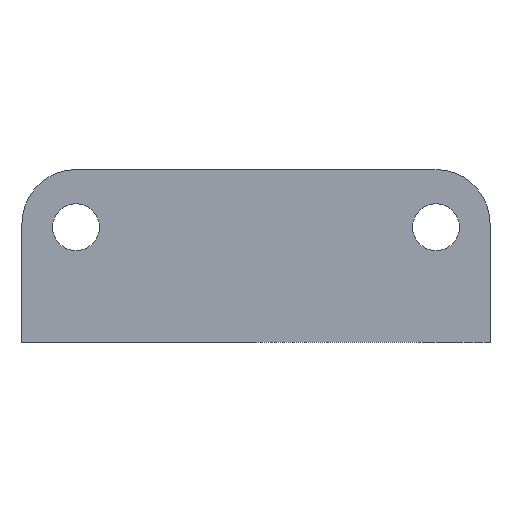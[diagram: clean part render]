
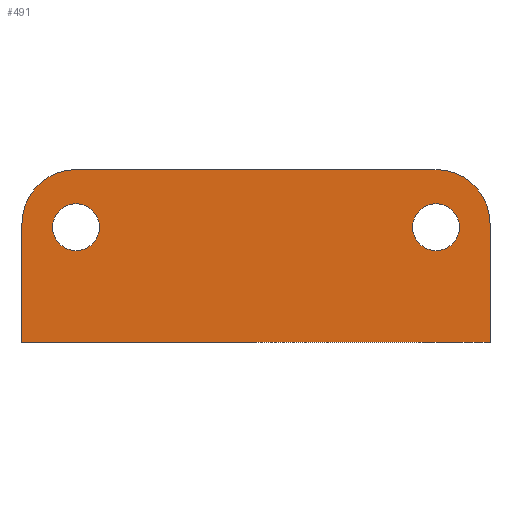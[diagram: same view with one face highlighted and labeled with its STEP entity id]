
A CAD part, front view. The second image highlights one B-rep face of the part: STEP entity #491.
In plain terms, the highlighted planar face has unit normal (0, -1, 0).
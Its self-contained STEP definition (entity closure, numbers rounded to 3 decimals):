
#31 = AXIS2_PLACEMENT_3D ( 'NONE', #830, #1010, #734 ) ;
#58 = CARTESIAN_POINT ( 'NONE',  ( 32.5, 0., 0. ) ) ;
#63 = VECTOR ( 'NONE', #870, 1000. ) ;
#64 = LINE ( 'NONE', #473, #309 ) ;
#77 = LINE ( 'NONE', #762, #881 ) ;
#81 = AXIS2_PLACEMENT_3D ( 'NONE', #1065, #341, #1099 ) ;
#97 = DIRECTION ( 'NONE',  ( -1., 0., 0. ) ) ;
#155 = EDGE_CURVE ( 'NONE', #198, #663, #219, .T. ) ;
#170 = EDGE_LOOP ( 'NONE', ( #697, #871 ) ) ;
#175 = EDGE_CURVE ( 'NONE', #673, #791, #441, .T. ) ;
#198 = VERTEX_POINT ( 'NONE', #454 ) ;
#199 = VECTOR ( 'NONE', #1186, 1000. ) ;
#219 = LINE ( 'NONE', #795, #199 ) ;
#221 = CIRCLE ( 'NONE', #1084, 3.25 ) ;
#231 = FACE_OUTER_BOUND ( 'NONE', #1091, .T. ) ;
#232 = DIRECTION ( 'NONE',  ( 0., 0., 1. ) ) ;
#256 = VERTEX_POINT ( 'NONE', #58 ) ;
#258 = ORIENTED_EDGE ( 'NONE', *, *, #476, .T. ) ;
#262 = DIRECTION ( 'NONE',  ( 0., 1., 0. ) ) ;
#263 = VERTEX_POINT ( 'NONE', #928 ) ;
#272 = EDGE_CURVE ( 'NONE', #1214, #1064, #1104, .T. ) ;
#302 = LINE ( 'NONE', #674, #63 ) ;
#309 = VECTOR ( 'NONE', #1120, 1000. ) ;
#315 = DIRECTION ( 'NONE',  ( 0., 0., 1. ) ) ;
#316 = DIRECTION ( 'NONE',  ( 0., 0., 1. ) ) ;
#341 = DIRECTION ( 'NONE',  ( 0., -1., 0. ) ) ;
#351 = ORIENTED_EDGE ( 'NONE', *, *, #933, .T. ) ;
#366 = CARTESIAN_POINT ( 'NONE',  ( -25., 0., 16. ) ) ;
#373 = EDGE_LOOP ( 'NONE', ( #351, #824 ) ) ;
#380 = ORIENTED_EDGE ( 'NONE', *, *, #514, .F. ) ;
#422 = EDGE_CURVE ( 'NONE', #660, #1124, #941, .T. ) ;
#423 = ORIENTED_EDGE ( 'NONE', *, *, #175, .T. ) ;
#441 = CIRCLE ( 'NONE', #1078, 7.5 ) ;
#454 = CARTESIAN_POINT ( 'NONE',  ( -32.5, 0., 16.5 ) ) ;
#473 = CARTESIAN_POINT ( 'NONE',  ( 32.5, 0., 0. ) ) ;
#476 = EDGE_CURVE ( 'NONE', #791, #263, #77, .T. ) ;
#478 = FACE_BOUND ( 'NONE', #170, .T. ) ;
#491 = ADVANCED_FACE ( 'NONE', ( #478, #731, #231 ), #1112, .F. ) ;
#514 = EDGE_CURVE ( 'NONE', #673, #256, #302, .T. ) ;
#536 = DIRECTION ( 'NONE',  ( 0., 1., 0. ) ) ;
#553 = DIRECTION ( 'NONE',  ( 0., 1., 0. ) ) ;
#651 = CARTESIAN_POINT ( 'NONE',  ( 32.5, 0., 16.5 ) ) ;
#652 = ORIENTED_EDGE ( 'NONE', *, *, #1187, .T. ) ;
#660 = VERTEX_POINT ( 'NONE', #1236 ) ;
#663 = VERTEX_POINT ( 'NONE', #1148 ) ;
#673 = VERTEX_POINT ( 'NONE', #651 ) ;
#674 = CARTESIAN_POINT ( 'NONE',  ( 32.5, 0., 0. ) ) ;
#689 = CIRCLE ( 'NONE', #839, 3.25 ) ;
#697 = ORIENTED_EDGE ( 'NONE', *, *, #422, .T. ) ;
#698 = EDGE_CURVE ( 'NONE', #256, #663, #64, .T. ) ;
#714 = ORIENTED_EDGE ( 'NONE', *, *, #155, .T. ) ;
#729 = AXIS2_PLACEMENT_3D ( 'NONE', #987, #863, #316 ) ;
#731 = FACE_BOUND ( 'NONE', #373, .T. ) ;
#734 = DIRECTION ( 'NONE',  ( 0., 0., 1. ) ) ;
#738 = DIRECTION ( 'NONE',  ( 0., 0., 1. ) ) ;
#759 = AXIS2_PLACEMENT_3D ( 'NONE', #1103, #553, #738 ) ;
#762 = CARTESIAN_POINT ( 'NONE',  ( 32.5, 0., 24. ) ) ;
#764 = CARTESIAN_POINT ( 'NONE',  ( 25., 0., 19.25 ) ) ;
#791 = VERTEX_POINT ( 'NONE', #1060 ) ;
#795 = CARTESIAN_POINT ( 'NONE',  ( -32.5, 0., 0. ) ) ;
#824 = ORIENTED_EDGE ( 'NONE', *, *, #272, .T. ) ;
#830 = CARTESIAN_POINT ( 'NONE',  ( 25., 0., 16. ) ) ;
#838 = EDGE_CURVE ( 'NONE', #1124, #660, #221, .T. ) ;
#839 = AXIS2_PLACEMENT_3D ( 'NONE', #1185, #536, #232 ) ;
#863 = DIRECTION ( 'NONE',  ( 0., 1., 0. ) ) ;
#870 = DIRECTION ( 'NONE',  ( 0., 0., -1. ) ) ;
#871 = ORIENTED_EDGE ( 'NONE', *, *, #838, .T. ) ;
#881 = VECTOR ( 'NONE', #97, 1000. ) ;
#928 = CARTESIAN_POINT ( 'NONE',  ( -25., 0., 24. ) ) ;
#929 = ORIENTED_EDGE ( 'NONE', *, *, #698, .F. ) ;
#933 = EDGE_CURVE ( 'NONE', #1064, #1214, #689, .T. ) ;
#941 = CIRCLE ( 'NONE', #729, 3.25 ) ;
#987 = CARTESIAN_POINT ( 'NONE',  ( -25., 0., 16. ) ) ;
#1010 = DIRECTION ( 'NONE',  ( 0., 1., 0. ) ) ;
#1060 = CARTESIAN_POINT ( 'NONE',  ( 25., 0., 24. ) ) ;
#1064 = VERTEX_POINT ( 'NONE', #764 ) ;
#1065 = CARTESIAN_POINT ( 'NONE',  ( -25., 0., 16.5 ) ) ;
#1075 = CARTESIAN_POINT ( 'NONE',  ( 25., 0., 12.75 ) ) ;
#1078 = AXIS2_PLACEMENT_3D ( 'NONE', #1088, #1166, #315 ) ;
#1084 = AXIS2_PLACEMENT_3D ( 'NONE', #366, #262, #1208 ) ;
#1088 = CARTESIAN_POINT ( 'NONE',  ( 25., 0., 16.5 ) ) ;
#1091 = EDGE_LOOP ( 'NONE', ( #380, #423, #258, #652, #714, #929 ) ) ;
#1099 = DIRECTION ( 'NONE',  ( 0., 0., 1. ) ) ;
#1103 = CARTESIAN_POINT ( 'NONE',  ( 32.5, 0., 0. ) ) ;
#1104 = CIRCLE ( 'NONE', #31, 3.25 ) ;
#1105 = CARTESIAN_POINT ( 'NONE',  ( -25., 0., 12.75 ) ) ;
#1112 = PLANE ( 'NONE',  #759 ) ;
#1120 = DIRECTION ( 'NONE',  ( -1., 0., 0. ) ) ;
#1124 = VERTEX_POINT ( 'NONE', #1105 ) ;
#1148 = CARTESIAN_POINT ( 'NONE',  ( -32.5, 0., 0. ) ) ;
#1166 = DIRECTION ( 'NONE',  ( 0., -1., 0. ) ) ;
#1185 = CARTESIAN_POINT ( 'NONE',  ( 25., 0., 16. ) ) ;
#1186 = DIRECTION ( 'NONE',  ( 0., 0., -1. ) ) ;
#1187 = EDGE_CURVE ( 'NONE', #263, #198, #1238, .T. ) ;
#1208 = DIRECTION ( 'NONE',  ( 0., 0., 1. ) ) ;
#1214 = VERTEX_POINT ( 'NONE', #1075 ) ;
#1236 = CARTESIAN_POINT ( 'NONE',  ( -25., 0., 19.25 ) ) ;
#1238 = CIRCLE ( 'NONE', #81, 7.5 ) ;
